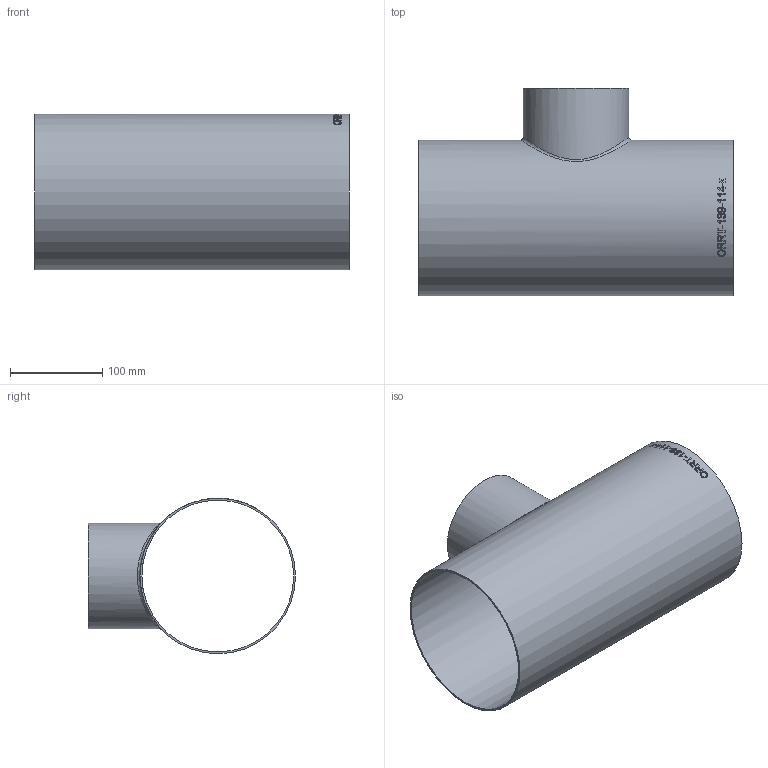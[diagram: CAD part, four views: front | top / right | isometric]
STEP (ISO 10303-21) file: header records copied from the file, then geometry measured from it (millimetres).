
FILE_DESCRIPTION (( 'STEP AP214' ), '1' );
FILE_NAME ('ORRT-168-114-x T-Stück reduziert 2004.STEP', '2020-04-08T08:57:30', ( '' ), ( '' ), 'SwSTEP 2.0', 'SolidWorks 2019', '' );
FILE_SCHEMA (( 'AUTOMOTIVE_DESIGN' ));
Length unit declared in the file: millimetre
Products named in the file (1): ORRT-168-114-x T-Stück reduziert 2004
Bounding box: 340 x 224.15 x 168.3 mm (x, y, z)
Volume: 381634.6 mm3; surface area: 383931.1 mm2
Topology: 1 solids, 1 shells, 176 faces, 463 edges, 308 vertices
Faces by surface type: bspline 80, plane 72, cylinder 24
Full cylindrical faces by diameter (mm): 110.3 x1, 114.3 x1, 164.3 x1, 168.3 x1
Entity records: 22490 total; most frequent: CARTESIAN_POINT 17055, ORIENTED_EDGE 902, DIRECTION 469, EDGE_CURVE 451, VERTEX_POINT 304, B_SPLINE_CURVE_WITH_KNOTS 256, EDGE_LOOP 205, FACE_OUTER_BOUND 181
